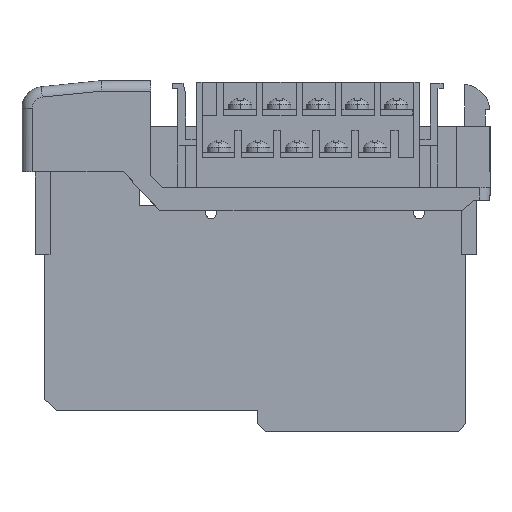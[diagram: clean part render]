
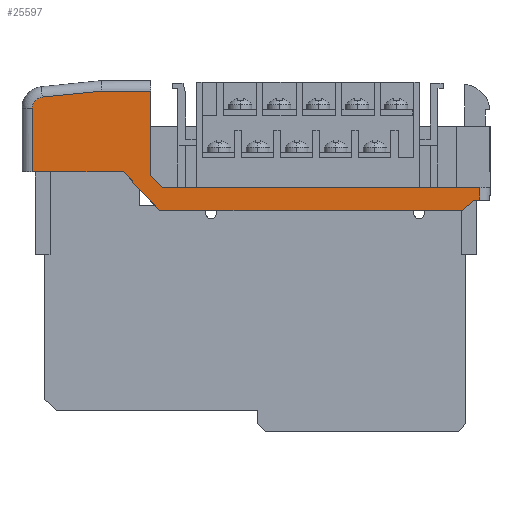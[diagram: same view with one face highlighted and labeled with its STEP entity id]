
A CAD part, left-side view. The second image highlights one B-rep face of the part: STEP entity #25597.
In plain terms, the highlighted planar face has unit normal (-1, 0, 0).
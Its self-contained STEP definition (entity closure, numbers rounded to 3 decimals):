
#1762 = LINE ( 'NONE', #1819, #1818 ) ;
#1817 = DIRECTION ( 'NONE',  ( 0., -1., 0. ) ) ;
#1818 = VECTOR ( 'NONE', #1817, 1000. ) ;
#1819 = CARTESIAN_POINT ( 'NONE',  ( 0.5, 22.973, -19.886 ) ) ;
#11087 = CARTESIAN_POINT ( 'NONE',  ( 0.5, -35.258, -19.886 ) ) ;
#11134 = CARTESIAN_POINT ( 'NONE',  ( 0.5, -37.408, -17.879 ) ) ;
#11136 = DIRECTION ( 'NONE',  ( 0., -1., 0. ) ) ;
#11137 = VECTOR ( 'NONE', #11136, 1000. ) ;
#11138 = CARTESIAN_POINT ( 'NONE',  ( 0.5, -37.408, -17.879 ) ) ;
#11139 = LINE ( 'NONE', #11138, #11137 ) ;
#11169 = CARTESIAN_POINT ( 'NONE',  ( 0.5, 22.973, -19.886 ) ) ;
#11279 = DIRECTION ( 'NONE',  ( 0., -0.731, 0.682 ) ) ;
#11280 = VECTOR ( 'NONE', #11279, 1000. ) ;
#11281 = CARTESIAN_POINT ( 'NONE',  ( 0.5, -35.258, -19.886 ) ) ;
#11282 = LINE ( 'NONE', #11281, #11280 ) ;
#11350 = CARTESIAN_POINT ( 'NONE',  ( 0.5, 29.973, -12.386 ) ) ;
#11351 = DIRECTION ( 'NONE',  ( 0., -0.682, -0.731 ) ) ;
#11352 = VECTOR ( 'NONE', #11351, 1000. ) ;
#11353 = CARTESIAN_POINT ( 'NONE',  ( 0.5, 22.973, -19.886 ) ) ;
#11354 = LINE ( 'NONE', #11353, #11352 ) ;
#12242 = CARTESIAN_POINT ( 'NONE',  ( 0.5, 47.473, -12.386 ) ) ;
#24073 = VERTEX_POINT ( 'NONE', #26661 ) ;
#24145 = EDGE_CURVE ( 'NONE', #24254, #24235, #1762, .T. ) ;
#24235 = VERTEX_POINT ( 'NONE', #11087 ) ;
#24240 = EDGE_CURVE ( 'NONE', #24242, #24073, #11139, .T. ) ;
#24242 = VERTEX_POINT ( 'NONE', #11134 ) ;
#24254 = VERTEX_POINT ( 'NONE', #11169 ) ;
#24285 = EDGE_CURVE ( 'NONE', #24235, #24242, #11282, .T. ) ;
#24305 = EDGE_CURVE ( 'NONE', #24306, #24254, #11354, .T. ) ;
#24306 = VERTEX_POINT ( 'NONE', #11350 ) ;
#25029 = VERTEX_POINT ( 'NONE', #12242 ) ;
#25196 = EDGE_CURVE ( 'NONE', #25029, #24306, #26765, .T. ) ;
#25255 = EDGE_CURVE ( 'NONE', #26594, #25313, #26894, .T. ) ;
#25257 = ORIENTED_EDGE ( 'NONE', *, *, #26481, .T. ) ;
#25310 = EDGE_CURVE ( 'NONE', #25311, #25584, #27011, .T. ) ;
#25311 = VERTEX_POINT ( 'NONE', #27007 ) ;
#25313 = VERTEX_POINT ( 'NONE', #27006 ) ;
#25434 = EDGE_LOOP ( 'NONE', ( #25591, #26204, #25637, #26120, #25257, #26067, #26071, #26070, #26068, #26108, #26110, #26088, #26089 ) ) ;
#25584 = VERTEX_POINT ( 'NONE', #27446 ) ;
#25591 = ORIENTED_EDGE ( 'NONE', *, *, #26137, .T. ) ;
#25597 = ADVANCED_FACE ( 'NONE', ( #27440 ), #27481, .F. ) ;
#25616 = EDGE_CURVE ( 'NONE', #25313, #25311, #27501, .T. ) ;
#25637 = ORIENTED_EDGE ( 'NONE', *, *, #25616, .F. ) ;
#26067 = ORIENTED_EDGE ( 'NONE', *, *, #26111, .T. ) ;
#26068 = ORIENTED_EDGE ( 'NONE', *, *, #25196, .T. ) ;
#26070 = ORIENTED_EDGE ( 'NONE', *, *, #26113, .T. ) ;
#26071 = ORIENTED_EDGE ( 'NONE', *, *, #26103, .T. ) ;
#26088 = ORIENTED_EDGE ( 'NONE', *, *, #24285, .T. ) ;
#26089 = ORIENTED_EDGE ( 'NONE', *, *, #24240, .T. ) ;
#26098 = VERTEX_POINT ( 'NONE', #27958 ) ;
#26103 = EDGE_CURVE ( 'NONE', #26107, #26098, #27953, .T. ) ;
#26107 = VERTEX_POINT ( 'NONE', #27948 ) ;
#26108 = ORIENTED_EDGE ( 'NONE', *, *, #24305, .T. ) ;
#26110 = ORIENTED_EDGE ( 'NONE', *, *, #24145, .T. ) ;
#26111 = EDGE_CURVE ( 'NONE', #26595, #26107, #27947, .T. ) ;
#26113 = EDGE_CURVE ( 'NONE', #26098, #25029, #27943, .T. ) ;
#26120 = ORIENTED_EDGE ( 'NONE', *, *, #25255, .F. ) ;
#26137 = EDGE_CURVE ( 'NONE', #24073, #25584, #27995, .T. ) ;
#26204 = ORIENTED_EDGE ( 'NONE', *, *, #25310, .F. ) ;
#26481 = EDGE_CURVE ( 'NONE', #26594, #26595, #28154, .T. ) ;
#26594 = VERTEX_POINT ( 'NONE', #28248 ) ;
#26595 = VERTEX_POINT ( 'NONE', #28247 ) ;
#26661 = CARTESIAN_POINT ( 'NONE',  ( 0.5, -38.527, -17.879 ) ) ;
#26759 = DIRECTION ( 'NONE',  ( 0., -1., 0. ) ) ;
#26761 = VECTOR ( 'NONE', #26759, 1000. ) ;
#26763 = CARTESIAN_POINT ( 'NONE',  ( 0.5, 29.973, -12.386 ) ) ;
#26765 = LINE ( 'NONE', #26763, #26761 ) ;
#26891 = DIRECTION ( 'NONE',  ( 0., 0., -1. ) ) ;
#26892 = VECTOR ( 'NONE', #26891, 1000. ) ;
#26893 = CARTESIAN_POINT ( 'NONE',  ( 0.5, 24.723, 4.364 ) ) ;
#26894 = LINE ( 'NONE', #26893, #26892 ) ;
#27006 = CARTESIAN_POINT ( 'NONE',  ( 0.5, 24.723, -13.054 ) ) ;
#27007 = CARTESIAN_POINT ( 'NONE',  ( 0.5, 22.532, -15.386 ) ) ;
#27008 = DIRECTION ( 'NONE',  ( 0., -1., 0. ) ) ;
#27009 = VECTOR ( 'NONE', #27008, 1000. ) ;
#27010 = CARTESIAN_POINT ( 'NONE',  ( 0.5, 22.532, -15.386 ) ) ;
#27011 = LINE ( 'NONE', #27010, #27009 ) ;
#27440 = FACE_OUTER_BOUND ( 'NONE', #25434, .T. ) ;
#27446 = CARTESIAN_POINT ( 'NONE',  ( 0.5, -38.527, -15.386 ) ) ;
#27474 = DIRECTION ( 'NONE',  ( 0., 0., -1. ) ) ;
#27475 = DIRECTION ( 'NONE',  ( 1., 0., 0. ) ) ;
#27476 = CARTESIAN_POINT ( 'NONE',  ( 0.5, -35.258, -0.876 ) ) ;
#27477 = AXIS2_PLACEMENT_3D ( 'NONE', #27476, #27475, #27474 ) ;
#27481 = PLANE ( 'NONE',  #27477 ) ;
#27498 = DIRECTION ( 'NONE',  ( 0., -0.685, -0.729 ) ) ;
#27499 = VECTOR ( 'NONE', #27498, 1000. ) ;
#27500 = CARTESIAN_POINT ( 'NONE',  ( 0.5, 22.532, -15.386 ) ) ;
#27501 = LINE ( 'NONE', #27500, #27499 ) ;
#27940 = DIRECTION ( 'NONE',  ( 0., 0., -1. ) ) ;
#27941 = VECTOR ( 'NONE', #27940, 1000. ) ;
#27942 = CARTESIAN_POINT ( 'NONE',  ( 0.5, 47.473, -12.386 ) ) ;
#27943 = LINE ( 'NONE', #27942, #27941 ) ;
#27944 = DIRECTION ( 'NONE',  ( 0., 0.995, -0.1 ) ) ;
#27945 = VECTOR ( 'NONE', #27944, 1000. ) ;
#27946 = CARTESIAN_POINT ( 'NONE',  ( 0.5, 45.569, 1.973 ) ) ;
#27947 = LINE ( 'NONE', #27946, #27945 ) ;
#27948 = CARTESIAN_POINT ( 'NONE',  ( 0.5, 45.569, 1.973 ) ) ;
#27949 = DIRECTION ( 'NONE',  ( 0., 0., -1. ) ) ;
#27950 = DIRECTION ( 'NONE',  ( -1., 0., 0. ) ) ;
#27951 = CARTESIAN_POINT ( 'NONE',  ( 0.5, 45.358, -0.133 ) ) ;
#27952 = AXIS2_PLACEMENT_3D ( 'NONE', #27951, #27950, #27949 ) ;
#27953 = CIRCLE ( 'NONE', #27952, 2.116 ) ;
#27958 = CARTESIAN_POINT ( 'NONE',  ( 0.5, 47.473, -0.213 ) ) ;
#27992 = DIRECTION ( 'NONE',  ( 0., 0., 1. ) ) ;
#27993 = VECTOR ( 'NONE', #27992, 1000. ) ;
#27994 = CARTESIAN_POINT ( 'NONE',  ( 0.5, -38.527, -0.463 ) ) ;
#27995 = LINE ( 'NONE', #27994, #27993 ) ;
#28151 = DIRECTION ( 'NONE',  ( 0., 1., 0. ) ) ;
#28152 = VECTOR ( 'NONE', #28151, 1000. ) ;
#28153 = CARTESIAN_POINT ( 'NONE',  ( 0.5, 34.27, 3.114 ) ) ;
#28154 = LINE ( 'NONE', #28153, #28152 ) ;
#28247 = CARTESIAN_POINT ( 'NONE',  ( 0.5, 34.17, 3.114 ) ) ;
#28248 = CARTESIAN_POINT ( 'NONE',  ( 0.5, 24.723, 3.114 ) ) ;
